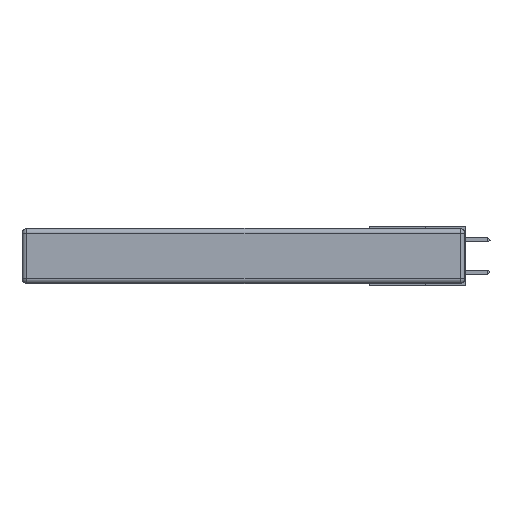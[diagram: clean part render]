
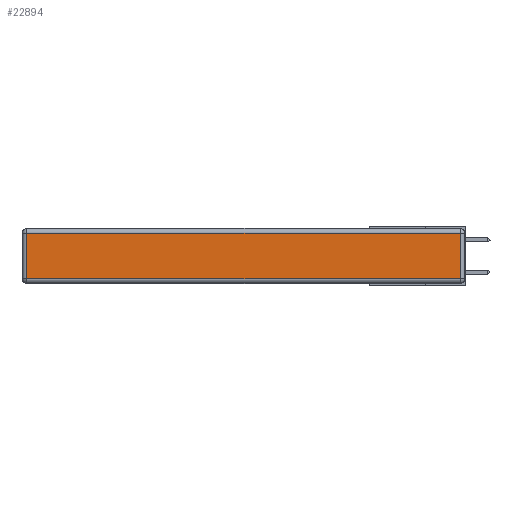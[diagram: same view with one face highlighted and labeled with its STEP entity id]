
A CAD part, left-side view. The second image highlights one B-rep face of the part: STEP entity #22894.
In plain terms, the highlighted planar face has unit normal (-1, 0, 0).
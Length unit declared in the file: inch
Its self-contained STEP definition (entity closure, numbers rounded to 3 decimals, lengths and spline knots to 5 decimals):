
#3 = AXIS2_PLACEMENT_3D ( 'NONE', #14244, #25085, #3037 ) ;
#450 = VERTEX_POINT ( 'NONE', #10693 ) ;
#768 = EDGE_CURVE ( 'NONE', #9917, #450, #8487, .T. ) ;
#903 = CARTESIAN_POINT ( 'NONE',  ( 0., 2.75, -0.03 ) ) ;
#1888 = VECTOR ( 'NONE', #22928, 39.37008 ) ;
#2042 = VECTOR ( 'NONE', #27773, 39.37008 ) ;
#3037 = DIRECTION ( 'NONE',  ( 0., 0., 1. ) ) ;
#3111 = EDGE_CURVE ( 'NONE', #450, #13310, #9374, .T. ) ;
#3273 = CARTESIAN_POINT ( 'NONE',  ( 0., 0.03, -0.313 ) ) ;
#3794 = ORIENTED_EDGE ( 'NONE', *, *, #4661, .T. ) ;
#4661 = EDGE_CURVE ( 'NONE', #25102, #9917, #6540, .T. ) ;
#5601 = VECTOR ( 'NONE', #15800, 39.37008 ) ;
#6540 = LINE ( 'NONE', #9893, #2042 ) ;
#6640 = VECTOR ( 'NONE', #23508, 39.37008 ) ;
#7822 = FACE_OUTER_BOUND ( 'NONE', #14154, .T. ) ;
#8487 = LINE ( 'NONE', #903, #1888 ) ;
#9374 = LINE ( 'NONE', #21377, #6640 ) ;
#9893 = CARTESIAN_POINT ( 'NONE',  ( 0., 0.03, -0.343 ) ) ;
#9917 = VERTEX_POINT ( 'NONE', #26963 ) ;
#10170 = CARTESIAN_POINT ( 'NONE',  ( 0., 0., -0.313 ) ) ;
#10693 = CARTESIAN_POINT ( 'NONE',  ( 0., 2.72, -0.03 ) ) ;
#13310 = VERTEX_POINT ( 'NONE', #13433 ) ;
#13433 = CARTESIAN_POINT ( 'NONE',  ( 0., 2.72, -0.313 ) ) ;
#14154 = EDGE_LOOP ( 'NONE', ( #16669, #3794, #23937, #17797 ) ) ;
#14244 = CARTESIAN_POINT ( 'NONE',  ( 0., 0., -0.343 ) ) ;
#15800 = DIRECTION ( 'NONE',  ( 0., -1., 0. ) ) ;
#16669 = ORIENTED_EDGE ( 'NONE', *, *, #17877, .T. ) ;
#17203 = LINE ( 'NONE', #10170, #5601 ) ;
#17797 = ORIENTED_EDGE ( 'NONE', *, *, #3111, .T. ) ;
#17877 = EDGE_CURVE ( 'NONE', #13310, #25102, #17203, .T. ) ;
#18484 = PLANE ( 'NONE',  #3 ) ;
#21377 = CARTESIAN_POINT ( 'NONE',  ( 0., 2.72, -0.343 ) ) ;
#22894 = ADVANCED_FACE ( 'NONE', ( #7822 ), #18484, .T. ) ;
#22928 = DIRECTION ( 'NONE',  ( 0., 1., 0. ) ) ;
#23508 = DIRECTION ( 'NONE',  ( 0., 0., -1. ) ) ;
#23937 = ORIENTED_EDGE ( 'NONE', *, *, #768, .T. ) ;
#25085 = DIRECTION ( 'NONE',  ( -1., 0., 0. ) ) ;
#25102 = VERTEX_POINT ( 'NONE', #3273 ) ;
#26963 = CARTESIAN_POINT ( 'NONE',  ( 0., 0.03, -0.03 ) ) ;
#27773 = DIRECTION ( 'NONE',  ( 0., 0., 1. ) ) ;
